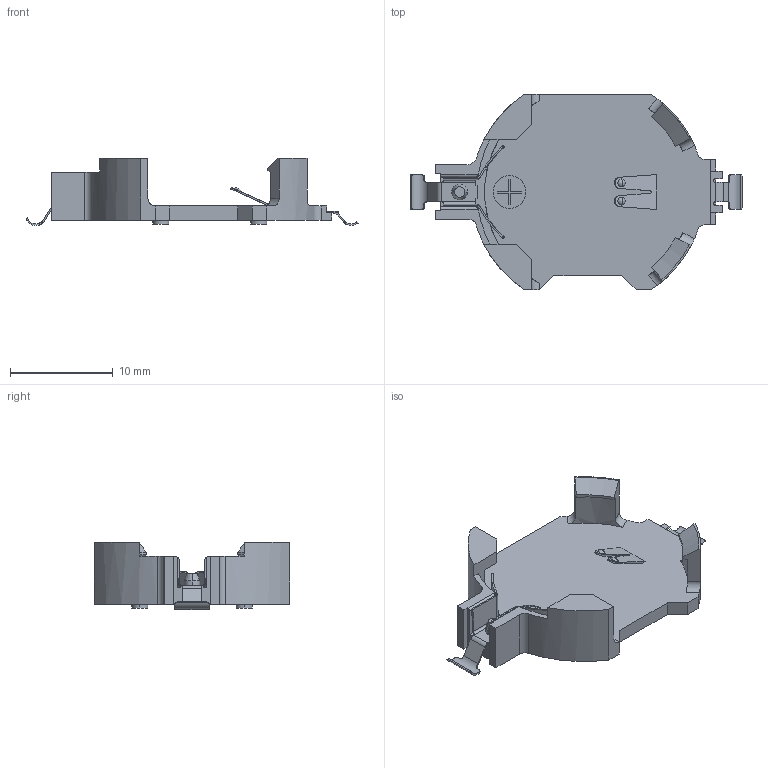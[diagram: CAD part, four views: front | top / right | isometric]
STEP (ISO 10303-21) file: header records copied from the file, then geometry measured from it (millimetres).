
FILE_DESCRIPTION((''),'2;1');
FILE_NAME('C-796136-1','2022-05-26T01:29:09',('workeradm'),('TE Connectivity Ltd.'),'CREO PARAMETRIC BY PTC INC, 2021072','CREO PARAMETRIC BY PTC INC, 2021072','');
FILE_SCHEMA(('AUTOMOTIVE_DESIGN { 1 0 10303 214 1 1 1 1 }'));
Length unit declared in the file: millimetre
Products named in the file (1): C-796136-1
Bounding box: 32.32 x 19.05 x 6.53 mm (x, y, z)
Volume: 731.2 mm3; surface area: 1400.2 mm2
Topology: 1 solids, 1 shells, 213 faces, 585 edges, 384 vertices
Faces by surface type: plane 123, cylinder 78, cone 6, bspline 6
Entity records: 7968 total; most frequent: CARTESIAN_POINT 2403, ORIENTED_EDGE 1170, DIRECTION 1068, EDGE_CURVE 585, VERTEX_POINT 384, VECTOR 382, LINE 382, AXIS2_PLACEMENT_3D 343
